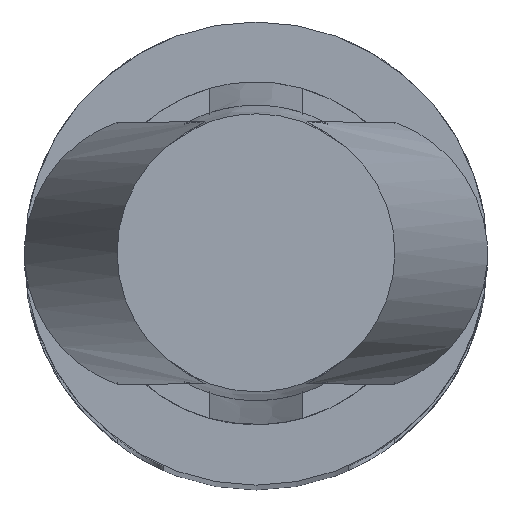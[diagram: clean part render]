
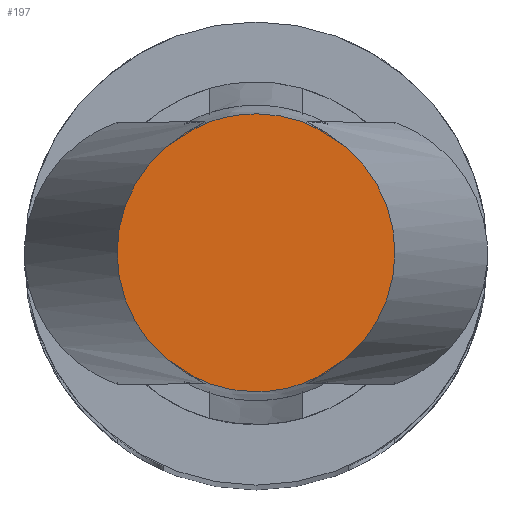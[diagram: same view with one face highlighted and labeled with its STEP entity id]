
A CAD part, top view. The second image highlights one B-rep face of the part: STEP entity #197.
In plain terms, the highlighted planar face has unit normal (0, 0, 1).
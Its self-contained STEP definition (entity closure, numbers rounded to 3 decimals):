
#197 = ADVANCED_FACE( '', ( #415 ), #416, .T. );
#415 = FACE_OUTER_BOUND( '', #754, .T. );
#416 = PLANE( '', #755 );
#754 = EDGE_LOOP( '', ( #1278, #1279, #1280, #1281, #1282, #1283, #1284, #1285 ) );
#755 = AXIS2_PLACEMENT_3D( '', #1286, #1287, #1288 );
#1278 = ORIENTED_EDGE( '', *, *, #1601, .F. );
#1279 = ORIENTED_EDGE( '', *, *, #1600, .T. );
#1280 = ORIENTED_EDGE( '', *, *, #1599, .F. );
#1281 = ORIENTED_EDGE( '', *, *, #1665, .F. );
#1282 = ORIENTED_EDGE( '', *, *, #1645, .F. );
#1283 = ORIENTED_EDGE( '', *, *, #1644, .T. );
#1284 = ORIENTED_EDGE( '', *, *, #1643, .F. );
#1285 = ORIENTED_EDGE( '', *, *, #1547, .T. );
#1286 = CARTESIAN_POINT( '', ( 0., 0., 19.9 ) );
#1287 = DIRECTION( '', ( 0., 0., 1. ) );
#1288 = DIRECTION( '', ( 1., 0., 0. ) );
#1547 = EDGE_CURVE( '', #1853, #1851, #1854, .F. );
#1599 = EDGE_CURVE( '', #1937, #1939, #1940, .T. );
#1600 = EDGE_CURVE( '', #1941, #1939, #1942, .T. );
#1601 = EDGE_CURVE( '', #1941, #1851, #1943, .T. );
#1643 = EDGE_CURVE( '', #1853, #2006, #2007, .T. );
#1644 = EDGE_CURVE( '', #2008, #2006, #2009, .T. );
#1645 = EDGE_CURVE( '', #2008, #2010, #2011, .T. );
#1665 = EDGE_CURVE( '', #2010, #1937, #2037, .T. );
#1851 = VERTEX_POINT( '', #2304 );
#1853 = VERTEX_POINT( '', #2312 );
#1854 = CIRCLE( '', #2313, 1.5 );
#1937 = VERTEX_POINT( '', #2450 );
#1939 = VERTEX_POINT( '', #2458 );
#1940 = CIRCLE( '', #2459, 1.5 );
#1941 = VERTEX_POINT( '', #2460 );
#1942 = B_SPLINE_CURVE_WITH_KNOTS( '', 2, ( #2461, #2462, #2463, #2464, #2465 ), .UNSPECIFIED., .F., .F., ( 3, 2, 3 ), ( 0., 0.5, 1. ), .UNSPECIFIED. );
#1943 = CIRCLE( '', #2466, 1.5 );
#2006 = VERTEX_POINT( '', #2559 );
#2007 = CIRCLE( '', #2560, 1.5 );
#2008 = VERTEX_POINT( '', #2561 );
#2009 = B_SPLINE_CURVE_WITH_KNOTS( '', 2, ( #2562, #2563, #2564, #2565, #2566 ), .UNSPECIFIED., .F., .F., ( 3, 2, 3 ), ( 0., 0.5, 1. ), .UNSPECIFIED. );
#2010 = VERTEX_POINT( '', #2567 );
#2011 = CIRCLE( '', #2568, 1.5 );
#2037 = CIRCLE( '', #2619, 1.5 );
#2304 = CARTESIAN_POINT( '', ( -0.525, -1.405, 19.9 ) );
#2312 = CARTESIAN_POINT( '', ( -0.525, 1.405, 19.9 ) );
#2313 = AXIS2_PLACEMENT_3D( '', #2818, #2819, #2820 );
#2450 = CARTESIAN_POINT( '', ( 0.525, -1.405, 19.9 ) );
#2458 = CARTESIAN_POINT( '', ( 0.5, -1.414, 19.9 ) );
#2459 = AXIS2_PLACEMENT_3D( '', #2885, #2886, #2887 );
#2460 = CARTESIAN_POINT( '', ( -0.5, -1.414, 19.9 ) );
#2461 = CARTESIAN_POINT( '', ( -0.5, -1.414, 19.9 ) );
#2462 = CARTESIAN_POINT( '', ( -0.258, -1.5, 19.9 ) );
#2463 = CARTESIAN_POINT( '', ( 0., -1.5, 19.9 ) );
#2464 = CARTESIAN_POINT( '', ( 0.257, -1.5, 19.9 ) );
#2465 = CARTESIAN_POINT( '', ( 0.5, -1.414, 19.9 ) );
#2466 = AXIS2_PLACEMENT_3D( '', #2888, #2889, #2890 );
#2559 = CARTESIAN_POINT( '', ( -0.5, 1.414, 19.9 ) );
#2560 = AXIS2_PLACEMENT_3D( '', #2930, #2931, #2932 );
#2561 = CARTESIAN_POINT( '', ( 0.5, 1.414, 19.9 ) );
#2562 = CARTESIAN_POINT( '', ( 0.5, 1.414, 19.9 ) );
#2563 = CARTESIAN_POINT( '', ( 0.258, 1.5, 19.9 ) );
#2564 = CARTESIAN_POINT( '', ( 0., 1.5, 19.9 ) );
#2565 = CARTESIAN_POINT( '', ( -0.257, 1.5, 19.9 ) );
#2566 = CARTESIAN_POINT( '', ( -0.5, 1.414, 19.9 ) );
#2567 = CARTESIAN_POINT( '', ( 0.525, 1.405, 19.9 ) );
#2568 = AXIS2_PLACEMENT_3D( '', #2933, #2934, #2935 );
#2619 = AXIS2_PLACEMENT_3D( '', #2955, #2956, #2957 );
#2818 = CARTESIAN_POINT( '', ( 0., 0., 19.9 ) );
#2819 = DIRECTION( '', ( 0., 0., -1. ) );
#2820 = DIRECTION( '', ( 1., 0., 0. ) );
#2885 = CARTESIAN_POINT( '', ( 0., 0., 19.9 ) );
#2886 = DIRECTION( '', ( 0., 0., -1. ) );
#2887 = DIRECTION( '', ( 0., 1., 0. ) );
#2888 = CARTESIAN_POINT( '', ( 0., 0., 19.9 ) );
#2889 = DIRECTION( '', ( 0., 0., -1. ) );
#2890 = DIRECTION( '', ( 0., 1., 0. ) );
#2930 = CARTESIAN_POINT( '', ( 0., 0., 19.9 ) );
#2931 = DIRECTION( '', ( 0., 0., -1. ) );
#2932 = DIRECTION( '', ( 0., 1., 0. ) );
#2933 = CARTESIAN_POINT( '', ( 0., 0., 19.9 ) );
#2934 = DIRECTION( '', ( 0., 0., -1. ) );
#2935 = DIRECTION( '', ( 0., 1., 0. ) );
#2955 = CARTESIAN_POINT( '', ( 0., 0., 19.9 ) );
#2956 = DIRECTION( '', ( 0., 0., -1. ) );
#2957 = DIRECTION( '', ( 0., 1., 0. ) );
